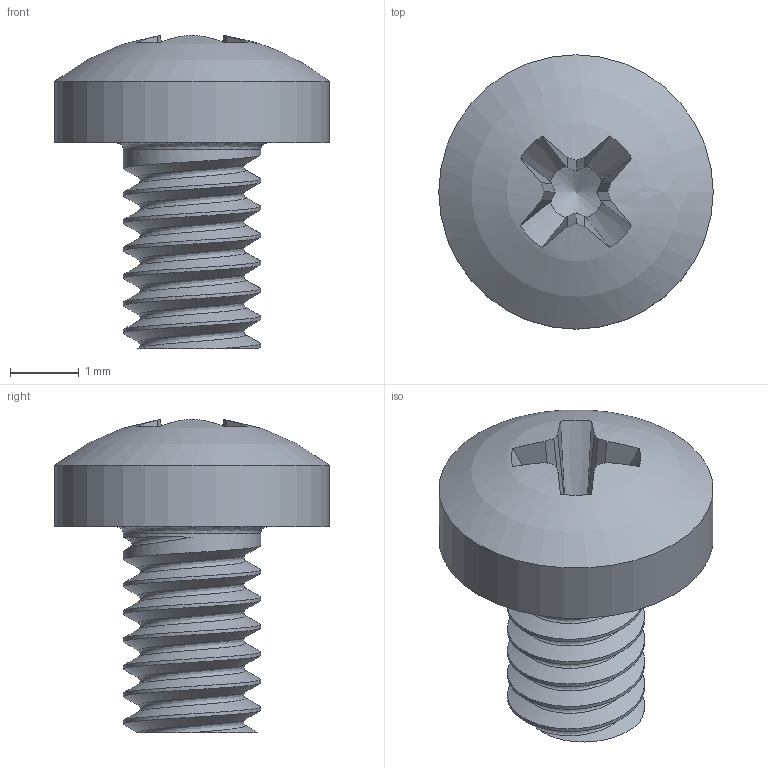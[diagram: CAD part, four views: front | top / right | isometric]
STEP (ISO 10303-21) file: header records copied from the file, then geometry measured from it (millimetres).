
FILE_DESCRIPTION(('FreeCAD Model'),'2;1');
FILE_NAME('Open CASCADE Shape Model','2023-06-14T18:04:00',(''),(''), 'Open CASCADE STEP processor 7.6','FreeCAD','Unknown');
FILE_SCHEMA(('AUTOMOTIVE_DESIGN { 1 0 10303 214 1 1 1 1 }'));
Length unit declared in the file: millimetre
Products named in the file (1): M2x3-Screw
Bounding box: 4 x 4 x 4.57 mm (x, y, z)
Volume: 22.1 mm3; surface area: 68.6 mm2
Topology: 1 solids, 1 shells, 59 faces, 155 edges, 98 vertices
Faces by surface type: bspline 25, plane 18, cylinder 9, cone 5, revolution 1, sphere 1
Full cylindrical faces by diameter (mm): 2 x7, 4 x1
Entity records: 3970 total; most frequent: CARTESIAN_POINT 2695, ORIENTED_EDGE 308, DIRECTION 205, EDGE_CURVE 154, VERTEX_POINT 98, AXIS2_PLACEMENT_3D 91, B_SPLINE_CURVE_WITH_KNOTS 61, FACE_BOUND 60
